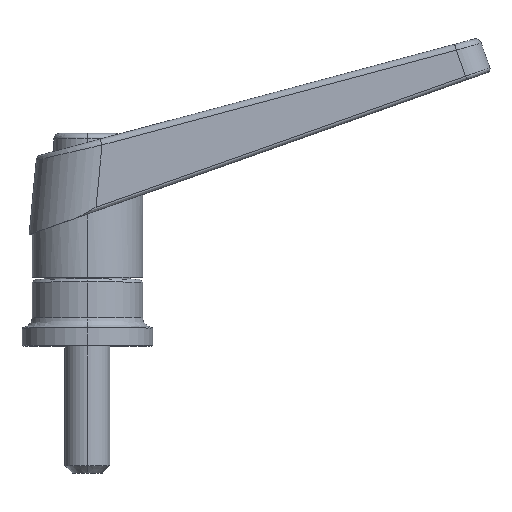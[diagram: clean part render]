
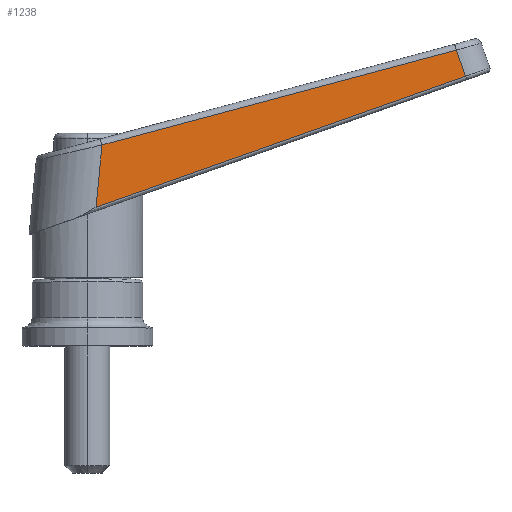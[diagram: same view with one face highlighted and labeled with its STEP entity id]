
A CAD part, top view. The second image highlights one B-rep face of the part: STEP entity #1238.
In plain terms, the highlighted planar face has unit normal (0.088, 0, 0.996).
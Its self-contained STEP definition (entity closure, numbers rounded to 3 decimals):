
#484=VERTEX_POINT('NONE',#1342);
#596=VERTEX_POINT('NONE',#1467);
#640=EDGE_CURVE('NONE',#996,#596,#1519,.T.);
#748=EDGE_CURVE('NONE',#596,#484,#1640,.T.);
#752=VERTEX_POINT('NONE',#1644);
#846=EDGE_CURVE('NONE',#484,#752,#1747,.T.);
#996=VERTEX_POINT('NONE',#1913);
#1238=ADVANCED_FACE('NONE',(#2182),#2183,.F.);
#1262=EDGE_CURVE('NONE',#752,#996,#2208,.T.);
#1342=CARTESIAN_POINT('',(101.19,72.152,6.904));
#1467=CARTESIAN_POINT('',(98.71,79.155,7.123));
#1519=LINE('',#2849,#2850);
#1640=LINE('',#3450,#3451);
#1644=CARTESIAN_POINT('',(2.3,37.133,15.608));
#1747=LINE('',#3770,#3771);
#1913=CARTESIAN_POINT('',(3.9,53.751,15.468));
#2182=FACE_OUTER_BOUND('',#4950,.T.);
#2183=PLANE('',#4951);
#2208=LINE('',#5036,#5037);
#2849=CARTESIAN_POINT('',(0.425,52.82,15.773));
#2850=VECTOR('',#5391,1000.0);
#3450=CARTESIAN_POINT('',(98.71,79.155,7.123));
#3451=VECTOR('',#5503,1000.0);
#3770=CARTESIAN_POINT('',(101.19,72.152,6.904));
#3771=VECTOR('',#5591,1000.0);
#4950=EDGE_LOOP('',(#6041,#6042,#6043,#6044));
#4951=AXIS2_PLACEMENT_3D('',#6045,#6046,#6047);
#5036=CARTESIAN_POINT('',(3.454,49.115,15.507));
#5037=VECTOR('',#6059,1000.0);
#5391=DIRECTION('',(0.962,0.258,-0.085));
#5503=DIRECTION('',(0.334,-0.942,-0.029));
#5591=DIRECTION('',(-0.939,-0.333,0.083));
#6041=ORIENTED_EDGE('',*,*,#1262,.F.);
#6042=ORIENTED_EDGE('',*,*,#846,.F.);
#6043=ORIENTED_EDGE('',*,*,#748,.F.);
#6044=ORIENTED_EDGE('',*,*,#640,.F.);
#6045=CARTESIAN_POINT('',(1.381,89.415,15.689));
#6046=DIRECTION('',(-0.088,0.0,-0.996));
#6047=DIRECTION('',(-0.996,0.0,0.088));
#6059=DIRECTION('',(0.096,0.995,-0.008));
